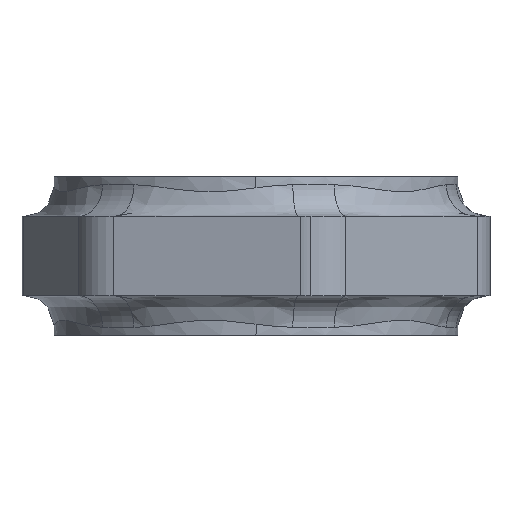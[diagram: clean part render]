
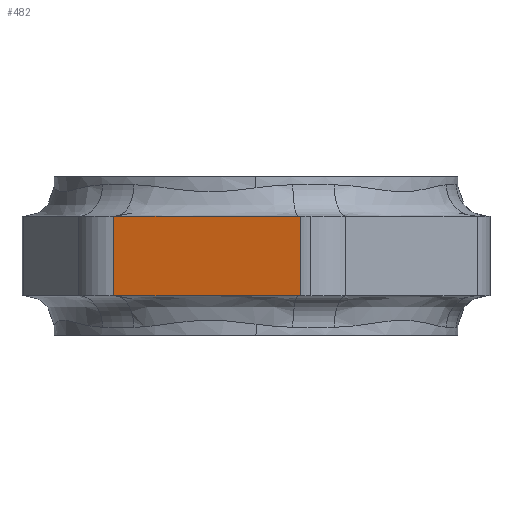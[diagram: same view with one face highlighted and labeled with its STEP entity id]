
A CAD part, left-side view. The second image highlights one B-rep face of the part: STEP entity #482.
In plain terms, the highlighted planar face has unit normal (-0.973, 0.231, 0).
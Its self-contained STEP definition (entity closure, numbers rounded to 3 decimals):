
#107 = ORIENTED_EDGE ( 'NONE', *, *, #2215, .T. ) ;
#194 = DIRECTION ( 'NONE',  ( 0.231, 0.973, 0. ) ) ;
#263 = ORIENTED_EDGE ( 'NONE', *, *, #3619, .F. ) ;
#480 = CARTESIAN_POINT ( 'NONE',  ( -96.548, 60.206, 7.5 ) ) ;
#482 = ADVANCED_FACE ( 'NONE', ( #2830 ), #5358, .F. ) ;
#522 = VERTEX_POINT ( 'NONE', #5377 ) ;
#872 = CARTESIAN_POINT ( 'NONE',  ( -96.548, 60.206, 7.5 ) ) ;
#951 = VECTOR ( 'NONE', #6059, 1000. ) ;
#964 = LINE ( 'NONE', #2956, #951 ) ;
#995 = CARTESIAN_POINT ( 'NONE',  ( -96.548, 60.206, 2.5 ) ) ;
#1153 = ORIENTED_EDGE ( 'NONE', *, *, #5252, .F. ) ;
#1286 = VECTOR ( 'NONE', #1798, 1000. ) ;
#1327 = LINE ( 'NONE', #5364, #1286 ) ;
#1342 = CARTESIAN_POINT ( 'NONE',  ( -99.739, 46.746, 7.5 ) ) ;
#1412 = CARTESIAN_POINT ( 'NONE',  ( -96.548, 60.206, 2.5 ) ) ;
#1435 = VECTOR ( 'NONE', #194, 1000. ) ;
#1495 = LINE ( 'NONE', #6317, #1435 ) ;
#1522 = CARTESIAN_POINT ( 'NONE',  ( -96.948, 58.521, 10. ) ) ;
#1557 = VERTEX_POINT ( 'NONE', #6460 ) ;
#1710 = VERTEX_POINT ( 'NONE', #4044 ) ;
#1798 = DIRECTION ( 'NONE',  ( 0., 0., 1. ) ) ;
#1915 = VECTOR ( 'NONE', #5087, 1000. ) ;
#1972 = LINE ( 'NONE', #1522, #1915 ) ;
#1998 = LINE ( 'NONE', #1412, #2004 ) ;
#2004 = VECTOR ( 'NONE', #4967, 1000. ) ;
#2033 = EDGE_CURVE ( 'NONE', #6473, #5110, #2080, .T. ) ;
#2079 = EDGE_CURVE ( 'NONE', #1557, #4780, #1998, .T. ) ;
#2080 = LINE ( 'NONE', #872, #2145 ) ;
#2145 = VECTOR ( 'NONE', #3910, 1000. ) ;
#2204 = DIRECTION ( 'NONE',  ( 0.231, 0.973, 0. ) ) ;
#2215 = EDGE_CURVE ( 'NONE', #5814, #4780, #1972, .T. ) ;
#2830 = FACE_OUTER_BOUND ( 'NONE', #6382, .T. ) ;
#2919 = EDGE_CURVE ( 'NONE', #522, #1557, #1495, .T. ) ;
#2956 = CARTESIAN_POINT ( 'NONE',  ( -96.548, 60.206, 7.5 ) ) ;
#3049 = EDGE_CURVE ( 'NONE', #1710, #4564, #1327, .T. ) ;
#3175 = ORIENTED_EDGE ( 'NONE', *, *, #3049, .T. ) ;
#3176 = CARTESIAN_POINT ( 'NONE',  ( -96.948, 58.521, 7.5 ) ) ;
#3195 = ORIENTED_EDGE ( 'NONE', *, *, #2079, .F. ) ;
#3382 = AXIS2_PLACEMENT_3D ( 'NONE', #5348, #5365, #5369 ) ;
#3471 = CARTESIAN_POINT ( 'NONE',  ( -99.719, 46.831, 7.5 ) ) ;
#3619 = EDGE_CURVE ( 'NONE', #5814, #6473, #964, .T. ) ;
#3910 = DIRECTION ( 'NONE',  ( -0.231, -0.973, 0. ) ) ;
#4019 = CARTESIAN_POINT ( 'NONE',  ( -96.968, 58.435, 7.5 ) ) ;
#4044 = CARTESIAN_POINT ( 'NONE',  ( -99.739, 46.746, 2.5 ) ) ;
#4404 = ORIENTED_EDGE ( 'NONE', *, *, #2033, .F. ) ;
#4509 = LINE ( 'NONE', #995, #6499 ) ;
#4564 = VERTEX_POINT ( 'NONE', #1342 ) ;
#4780 = VERTEX_POINT ( 'NONE', #5566 ) ;
#4941 = ORIENTED_EDGE ( 'NONE', *, *, #2919, .F. ) ;
#4967 = DIRECTION ( 'NONE',  ( 0.231, 0.973, 0. ) ) ;
#5087 = DIRECTION ( 'NONE',  ( 0., 0., -1. ) ) ;
#5110 = VERTEX_POINT ( 'NONE', #3471 ) ;
#5252 = EDGE_CURVE ( 'NONE', #1710, #522, #4509, .T. ) ;
#5348 = CARTESIAN_POINT ( 'NONE',  ( -96.548, 60.206, 10. ) ) ;
#5358 = PLANE ( 'NONE',  #3382 ) ;
#5364 = CARTESIAN_POINT ( 'NONE',  ( -99.739, 46.746, 10. ) ) ;
#5365 = DIRECTION ( 'NONE',  ( 0.973, -0.231, 0. ) ) ;
#5369 = DIRECTION ( 'NONE',  ( 0.231, 0.973, 0. ) ) ;
#5377 = CARTESIAN_POINT ( 'NONE',  ( -99.719, 46.831, 2.5 ) ) ;
#5418 = ORIENTED_EDGE ( 'NONE', *, *, #5488, .F. ) ;
#5488 = EDGE_CURVE ( 'NONE', #5110, #4564, #6354, .T. ) ;
#5566 = CARTESIAN_POINT ( 'NONE',  ( -96.948, 58.521, 2.5 ) ) ;
#5814 = VERTEX_POINT ( 'NONE', #3176 ) ;
#6059 = DIRECTION ( 'NONE',  ( -0.231, -0.973, 0. ) ) ;
#6071 = DIRECTION ( 'NONE',  ( -0.231, -0.973, 0. ) ) ;
#6317 = CARTESIAN_POINT ( 'NONE',  ( -96.548, 60.206, 2.5 ) ) ;
#6354 = LINE ( 'NONE', #480, #6590 ) ;
#6382 = EDGE_LOOP ( 'NONE', ( #1153, #3175, #5418, #4404, #263, #107, #3195, #4941 ) ) ;
#6460 = CARTESIAN_POINT ( 'NONE',  ( -96.968, 58.435, 2.5 ) ) ;
#6473 = VERTEX_POINT ( 'NONE', #4019 ) ;
#6499 = VECTOR ( 'NONE', #2204, 1000. ) ;
#6590 = VECTOR ( 'NONE', #6071, 1000. ) ;
